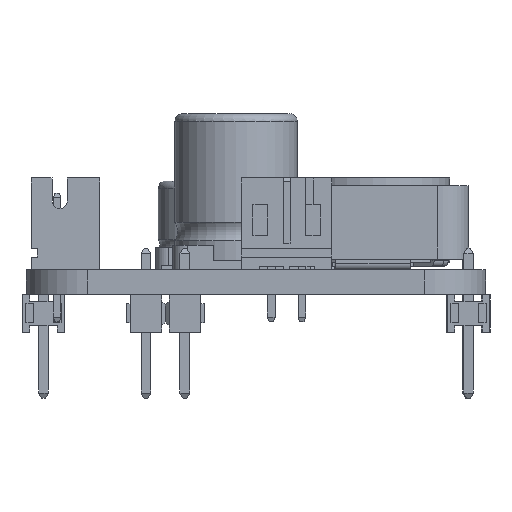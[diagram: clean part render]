
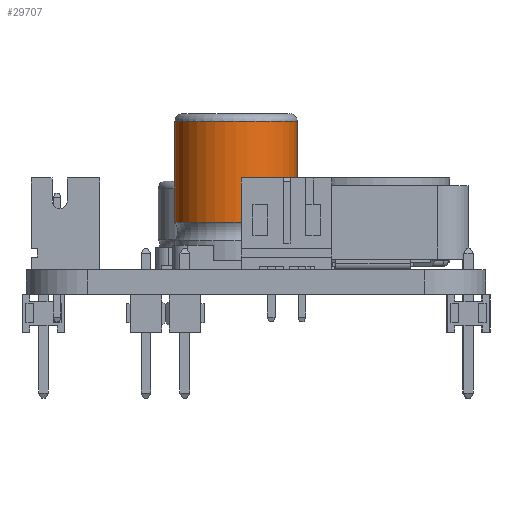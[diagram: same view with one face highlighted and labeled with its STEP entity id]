
A CAD part, front view. The second image highlights one B-rep face of the part: STEP entity #29707.
In plain terms, the highlighted cylindrical face has radius 4 mm (diameter 8 mm), a full revolution.
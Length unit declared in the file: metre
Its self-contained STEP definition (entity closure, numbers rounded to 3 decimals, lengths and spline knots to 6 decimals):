
#150=CIRCLE('',#33150,0.004);
#151=CIRCLE('',#33151,0.004);
#783=CYLINDRICAL_SURFACE('',#33149,0.004);
#3099=ORIENTED_EDGE('',*,*,#10904,.F.);
#3100=ORIENTED_EDGE('',*,*,#10905,.T.);
#10904=EDGE_CURVE('',#14892,#14892,#150,.T.);
#10905=EDGE_CURVE('',#14893,#14893,#151,.T.);
#14892=VERTEX_POINT('',#45137);
#14893=VERTEX_POINT('',#45139);
#24684=EDGE_LOOP('',(#3099));
#24685=EDGE_LOOP('',(#3100));
#26535=FACE_BOUND('',#24684,.T.);
#26536=FACE_BOUND('',#24685,.T.);
#29707=ADVANCED_FACE('',(#26535,#26536),#783,.T.);
#33149=AXIS2_PLACEMENT_3D('',#45135,#36655,#36656);
#33150=AXIS2_PLACEMENT_3D('',#45136,#36657,#36658);
#33151=AXIS2_PLACEMENT_3D('',#45138,#36659,#36660);
#36655=DIRECTION('',(0.,-1.,0.));
#36656=DIRECTION('',(1.,0.,0.));
#36657=DIRECTION('',(0.,-1.,0.));
#36658=DIRECTION('',(1.,0.,0.));
#36659=DIRECTION('',(0.,-1.,0.));
#36660=DIRECTION('',(-1.,0.,0.));
#45135=CARTESIAN_POINT('',(0.,0.0102,0.));
#45136=CARTESIAN_POINT('',(0.,0.0031,0.));
#45137=CARTESIAN_POINT('',(0.004,0.0031,0.));
#45138=CARTESIAN_POINT('',(0.,0.0097,0.));
#45139=CARTESIAN_POINT('',(-0.004,0.0097,0.));
